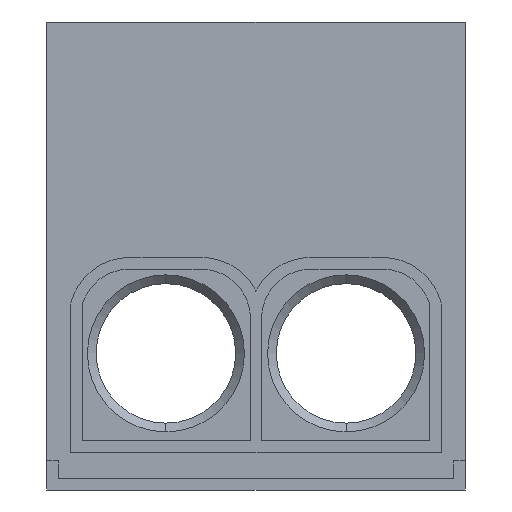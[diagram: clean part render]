
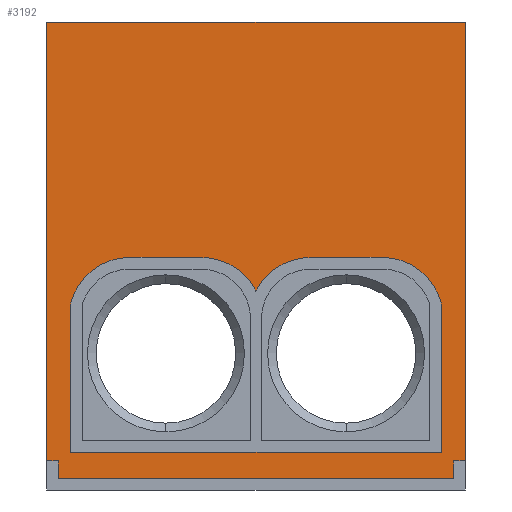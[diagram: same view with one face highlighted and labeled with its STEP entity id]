
A CAD part, front view. The second image highlights one B-rep face of the part: STEP entity #3192.
In plain terms, the highlighted planar face has unit normal (0, -1, 0).
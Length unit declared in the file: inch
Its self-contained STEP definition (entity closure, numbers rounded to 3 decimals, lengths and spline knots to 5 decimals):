
#76 = CARTESIAN_POINT ( 'NONE',  ( -2.75591, -1.41732, 0.04775 ) ) ;
#135 = EDGE_LOOP ( 'NONE', ( #3609, #1217, #1326, #2165, #1352, #917, #2041, #1682, #2602 ) ) ;
#165 = ORIENTED_EDGE ( 'NONE', *, *, #1549, .F. ) ;
#177 = DIRECTION ( 'NONE',  ( 0., 0., -1. ) ) ;
#188 = DIRECTION ( 'NONE',  ( 0., 0., -1. ) ) ;
#192 = LINE ( 'NONE', #3612, #3222 ) ;
#220 = VECTOR ( 'NONE', #1960, 39.37008 ) ;
#279 = VECTOR ( 'NONE', #1745, 39.37008 ) ;
#297 = CIRCLE ( 'NONE', #3766, 0.41339 ) ;
#305 = FACE_BOUND ( 'NONE', #135, .T. ) ;
#320 = EDGE_CURVE ( 'NONE', #1669, #3314, #192, .T. ) ;
#351 = EDGE_LOOP ( 'NONE', ( #2285, #665, #3356, #1597, #3574, #165, #3757, #3971 ) ) ;
#375 = CARTESIAN_POINT ( 'NONE',  ( -1.79134, -1.41732, 1.28791 ) ) ;
#415 = AXIS2_PLACEMENT_3D ( 'NONE', #1614, #691, #2002 ) ;
#419 = VERTEX_POINT ( 'NONE', #762 ) ;
#437 = LINE ( 'NONE', #2233, #2224 ) ;
#480 = CARTESIAN_POINT ( 'NONE',  ( 0., -1.41732, 2.8824 ) ) ;
#509 = CARTESIAN_POINT ( 'NONE',  ( 0., -1.41732, -0.03099 ) ) ;
#575 = DIRECTION ( 'NONE',  ( 0., 0., -1. ) ) ;
#624 = VERTEX_POINT ( 'NONE', #3726 ) ;
#642 = EDGE_CURVE ( 'NONE', #1754, #2248, #437, .T. ) ;
#662 = LINE ( 'NONE', #1851, #2198 ) ;
#665 = ORIENTED_EDGE ( 'NONE', *, *, #1091, .F. ) ;
#691 = DIRECTION ( 'NONE',  ( 0., -1., 0. ) ) ;
#715 = CARTESIAN_POINT ( 'NONE',  ( -2.83465, -1.41732, 2.8824 ) ) ;
#723 = DIRECTION ( 'NONE',  ( 0., 0., -1. ) ) ;
#747 = EDGE_CURVE ( 'NONE', #898, #1696, #795, .T. ) ;
#762 = CARTESIAN_POINT ( 'NONE',  ( -0.56299, -1.41732, 1.28791 ) ) ;
#781 = VERTEX_POINT ( 'NONE', #813 ) ;
#795 = LINE ( 'NONE', #2619, #279 ) ;
#813 = CARTESIAN_POINT ( 'NONE',  ( -2.75591, -1.41732, -0.09004 ) ) ;
#824 = CIRCLE ( 'NONE', #3218, 0.41339 ) ;
#860 = EDGE_CURVE ( 'NONE', #1696, #624, #912, .T. ) ;
#898 = VERTEX_POINT ( 'NONE', #3648 ) ;
#912 = LINE ( 'NONE', #1286, #2123 ) ;
#917 = ORIENTED_EDGE ( 'NONE', *, *, #1058, .F. ) ;
#944 = VERTEX_POINT ( 'NONE', #2412 ) ;
#1025 = LINE ( 'NONE', #2547, #220 ) ;
#1031 = CARTESIAN_POINT ( 'NONE',  ( -2.67323, -1.41732, 0.97263 ) ) ;
#1058 = EDGE_CURVE ( 'NONE', #1656, #419, #2477, .T. ) ;
#1091 = EDGE_CURVE ( 'NONE', #3172, #781, #2934, .T. ) ;
#1107 = EDGE_CURVE ( 'NONE', #419, #3409, #1025, .T. ) ;
#1186 = LINE ( 'NONE', #3051, #1940 ) ;
#1217 = ORIENTED_EDGE ( 'NONE', *, *, #1678, .F. ) ;
#1223 = DIRECTION ( 'NONE',  ( 1., 0., 0. ) ) ;
#1231 = CARTESIAN_POINT ( 'NONE',  ( -1.78656, -1.41732, 0.87455 ) ) ;
#1262 = CARTESIAN_POINT ( 'NONE',  ( -1.04809, -1.41732, 0.87455 ) ) ;
#1286 = CARTESIAN_POINT ( 'NONE',  ( -0.07874, -1.41732, 0.04775 ) ) ;
#1289 = PLANE ( 'NONE',  #2326 ) ;
#1301 = EDGE_CURVE ( 'NONE', #3314, #2967, #1186, .T. ) ;
#1306 = DIRECTION ( 'NONE',  ( 0., 0., 1. ) ) ;
#1313 = VECTOR ( 'NONE', #1306, 39.37008 ) ;
#1323 = EDGE_CURVE ( 'NONE', #3172, #624, #662, .T. ) ;
#1326 = ORIENTED_EDGE ( 'NONE', *, *, #1987, .F. ) ;
#1336 = CARTESIAN_POINT ( 'NONE',  ( -0.16142, -1.41732, 0.97263 ) ) ;
#1351 = DIRECTION ( 'NONE',  ( 0., 0., 1. ) ) ;
#1352 = ORIENTED_EDGE ( 'NONE', *, *, #1107, .F. ) ;
#1367 = LINE ( 'NONE', #2283, #3517 ) ;
#1396 = VECTOR ( 'NONE', #2975, 39.37008 ) ;
#1442 = VECTOR ( 'NONE', #2617, 39.37008 ) ;
#1479 = VERTEX_POINT ( 'NONE', #375 ) ;
#1549 = EDGE_CURVE ( 'NONE', #2967, #898, #3914, .T. ) ;
#1597 = ORIENTED_EDGE ( 'NONE', *, *, #860, .F. ) ;
#1614 = CARTESIAN_POINT ( 'NONE',  ( -0.56299, -1.41732, 0.87453 ) ) ;
#1622 = VECTOR ( 'NONE', #1351, 39.37008 ) ;
#1656 = VERTEX_POINT ( 'NONE', #1336 ) ;
#1669 = VERTEX_POINT ( 'NONE', #1685 ) ;
#1678 = EDGE_CURVE ( 'NONE', #1479, #944, #2882, .T. ) ;
#1682 = ORIENTED_EDGE ( 'NONE', *, *, #2253, .F. ) ;
#1685 = CARTESIAN_POINT ( 'NONE',  ( -2.83465, -1.41732, -0.09004 ) ) ;
#1696 = VERTEX_POINT ( 'NONE', #3845 ) ;
#1741 = CARTESIAN_POINT ( 'NONE',  ( -1.04331, -1.41732, 1.28791 ) ) ;
#1745 = DIRECTION ( 'NONE',  ( -1., 0., 0. ) ) ;
#1754 = VERTEX_POINT ( 'NONE', #1031 ) ;
#1768 = AXIS2_PLACEMENT_3D ( 'NONE', #2980, #3022, #188 ) ;
#1772 = VERTEX_POINT ( 'NONE', #1965 ) ;
#1781 = EDGE_CURVE ( 'NONE', #944, #1754, #1961, .T. ) ;
#1851 = CARTESIAN_POINT ( 'NONE',  ( -2.75591, -1.41732, -0.20815 ) ) ;
#1890 = DIRECTION ( 'NONE',  ( 1., 0., 0. ) ) ;
#1940 = VECTOR ( 'NONE', #1890, 39.37008 ) ;
#1960 = DIRECTION ( 'NONE',  ( -1., 0., 0. ) ) ;
#1961 = CIRCLE ( 'NONE', #1768, 0.41339 ) ;
#1965 = CARTESIAN_POINT ( 'NONE',  ( -1.41732, -1.41732, 1.06044 ) ) ;
#1987 = EDGE_CURVE ( 'NONE', #1772, #1479, #824, .T. ) ;
#1994 = DIRECTION ( 'NONE',  ( 0., 0., 1. ) ) ;
#2002 = DIRECTION ( 'NONE',  ( 0., 0., -1. ) ) ;
#2041 = ORIENTED_EDGE ( 'NONE', *, *, #3366, .F. ) ;
#2123 = VECTOR ( 'NONE', #575, 39.37008 ) ;
#2165 = ORIENTED_EDGE ( 'NONE', *, *, #2372, .F. ) ;
#2182 = DIRECTION ( 'NONE',  ( 0., -1., 0. ) ) ;
#2198 = VECTOR ( 'NONE', #1223, 39.37008 ) ;
#2224 = VECTOR ( 'NONE', #723, 39.37008 ) ;
#2233 = CARTESIAN_POINT ( 'NONE',  ( -2.67323, -1.41732, 0.04775 ) ) ;
#2248 = VERTEX_POINT ( 'NONE', #3580 ) ;
#2253 = EDGE_CURVE ( 'NONE', #2248, #2826, #3282, .T. ) ;
#2283 = CARTESIAN_POINT ( 'NONE',  ( 0., -1.41732, -0.09004 ) ) ;
#2285 = ORIENTED_EDGE ( 'NONE', *, *, #3775, .F. ) ;
#2310 = LINE ( 'NONE', #3542, #1622 ) ;
#2326 = AXIS2_PLACEMENT_3D ( 'NONE', #2484, #2505, #2776 ) ;
#2372 = EDGE_CURVE ( 'NONE', #3409, #1772, #297, .T. ) ;
#2412 = CARTESIAN_POINT ( 'NONE',  ( -2.27165, -1.41732, 1.28791 ) ) ;
#2450 = CARTESIAN_POINT ( 'NONE',  ( -2.75591, -1.41732, -0.20815 ) ) ;
#2467 = DIRECTION ( 'NONE',  ( 0., -1., 0. ) ) ;
#2477 = CIRCLE ( 'NONE', #415, 0.41339 ) ;
#2484 = CARTESIAN_POINT ( 'NONE',  ( 0., -1.41732, 0.04775 ) ) ;
#2505 = DIRECTION ( 'NONE',  ( 0., 1., 0. ) ) ;
#2547 = CARTESIAN_POINT ( 'NONE',  ( 0., -1.41732, 1.28791 ) ) ;
#2602 = ORIENTED_EDGE ( 'NONE', *, *, #642, .F. ) ;
#2617 = DIRECTION ( 'NONE',  ( -1., 0., 0. ) ) ;
#2619 = CARTESIAN_POINT ( 'NONE',  ( 0., -1.41732, -0.09004 ) ) ;
#2776 = DIRECTION ( 'NONE',  ( 0., 0., 1. ) ) ;
#2799 = VECTOR ( 'NONE', #177, 39.37008 ) ;
#2826 = VERTEX_POINT ( 'NONE', #3730 ) ;
#2882 = LINE ( 'NONE', #2921, #1442 ) ;
#2894 = DIRECTION ( 'NONE',  ( -1., 0., 0. ) ) ;
#2921 = CARTESIAN_POINT ( 'NONE',  ( 0., -1.41732, 1.28791 ) ) ;
#2934 = LINE ( 'NONE', #76, #1313 ) ;
#2967 = VERTEX_POINT ( 'NONE', #3346 ) ;
#2975 = DIRECTION ( 'NONE',  ( 1., 0., 0. ) ) ;
#2980 = CARTESIAN_POINT ( 'NONE',  ( -2.27165, -1.41732, 0.87453 ) ) ;
#3022 = DIRECTION ( 'NONE',  ( 0., -1., 0. ) ) ;
#3051 = CARTESIAN_POINT ( 'NONE',  ( -2.83465, -1.41732, 2.8824 ) ) ;
#3109 = DIRECTION ( 'NONE',  ( 0., 0., -1. ) ) ;
#3172 = VERTEX_POINT ( 'NONE', #2450 ) ;
#3192 = ADVANCED_FACE ( 'NONE', ( #305, #3763 ), #1289, .F. ) ;
#3218 = AXIS2_PLACEMENT_3D ( 'NONE', #1231, #2467, #3681 ) ;
#3222 = VECTOR ( 'NONE', #1994, 39.37008 ) ;
#3282 = LINE ( 'NONE', #509, #1396 ) ;
#3314 = VERTEX_POINT ( 'NONE', #715 ) ;
#3346 = CARTESIAN_POINT ( 'NONE',  ( 0., -1.41732, 2.8824 ) ) ;
#3356 = ORIENTED_EDGE ( 'NONE', *, *, #1323, .T. ) ;
#3366 = EDGE_CURVE ( 'NONE', #2826, #1656, #2310, .T. ) ;
#3409 = VERTEX_POINT ( 'NONE', #1741 ) ;
#3517 = VECTOR ( 'NONE', #2894, 39.37008 ) ;
#3542 = CARTESIAN_POINT ( 'NONE',  ( -0.16142, -1.41732, 0.04775 ) ) ;
#3574 = ORIENTED_EDGE ( 'NONE', *, *, #747, .F. ) ;
#3580 = CARTESIAN_POINT ( 'NONE',  ( -2.67323, -1.41732, -0.03099 ) ) ;
#3609 = ORIENTED_EDGE ( 'NONE', *, *, #1781, .F. ) ;
#3612 = CARTESIAN_POINT ( 'NONE',  ( -2.83465, -1.41732, 0.04775 ) ) ;
#3648 = CARTESIAN_POINT ( 'NONE',  ( 0., -1.41732, -0.09004 ) ) ;
#3681 = DIRECTION ( 'NONE',  ( 0., 0., -1. ) ) ;
#3726 = CARTESIAN_POINT ( 'NONE',  ( -0.07874, -1.41732, -0.20815 ) ) ;
#3730 = CARTESIAN_POINT ( 'NONE',  ( -0.16142, -1.41732, -0.03099 ) ) ;
#3757 = ORIENTED_EDGE ( 'NONE', *, *, #1301, .F. ) ;
#3763 = FACE_OUTER_BOUND ( 'NONE', #351, .T. ) ;
#3766 = AXIS2_PLACEMENT_3D ( 'NONE', #1262, #2182, #3109 ) ;
#3775 = EDGE_CURVE ( 'NONE', #781, #1669, #1367, .T. ) ;
#3845 = CARTESIAN_POINT ( 'NONE',  ( -0.07874, -1.41732, -0.09004 ) ) ;
#3914 = LINE ( 'NONE', #480, #2799 ) ;
#3971 = ORIENTED_EDGE ( 'NONE', *, *, #320, .F. ) ;
